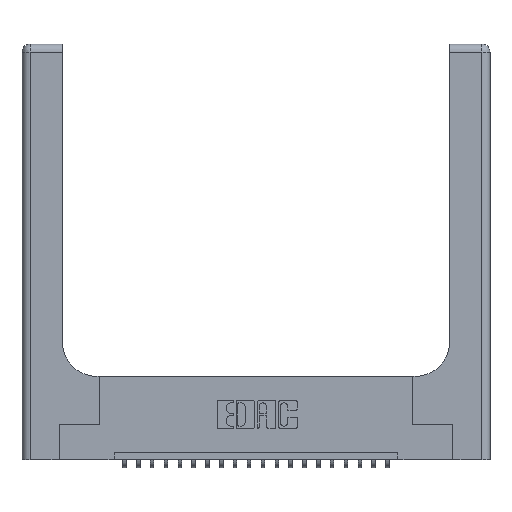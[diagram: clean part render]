
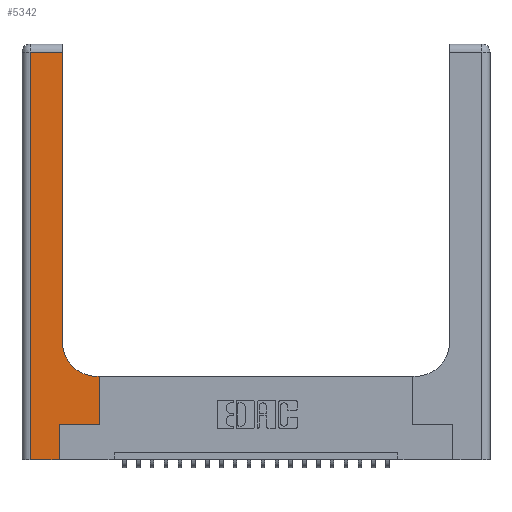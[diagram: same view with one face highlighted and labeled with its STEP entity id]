
A CAD part, top view. The second image highlights one B-rep face of the part: STEP entity #5342.
In plain terms, the highlighted planar face has unit normal (0, 0, 1).
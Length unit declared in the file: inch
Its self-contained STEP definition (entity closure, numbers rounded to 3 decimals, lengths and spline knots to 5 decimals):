
#144 = LINE ( 'NONE', #16882, #17573 ) ;
#277 = VERTEX_POINT ( 'NONE', #22863 ) ;
#387 = VERTEX_POINT ( 'NONE', #9827 ) ;
#751 = DIRECTION ( 'NONE',  ( 0., -1., 0. ) ) ;
#946 = DIRECTION ( 'NONE',  ( 0., 1., 0. ) ) ;
#973 = LINE ( 'NONE', #7931, #2388 ) ;
#1698 = LINE ( 'NONE', #8756, #11731 ) ;
#1850 = AXIS2_PLACEMENT_3D ( 'NONE', #7718, #15016, #2365 ) ;
#2141 = CARTESIAN_POINT ( 'NONE',  ( 0.2915, 3., 0.37 ) ) ;
#2365 = DIRECTION ( 'NONE',  ( -1., 0., 0. ) ) ;
#2388 = VECTOR ( 'NONE', #13186, 39.37008 ) ;
#2594 = DIRECTION ( 'NONE',  ( 1., 0., 0. ) ) ;
#3175 = EDGE_CURVE ( 'NONE', #277, #16752, #21261, .T. ) ;
#3303 = ORIENTED_EDGE ( 'NONE', *, *, #23115, .T. ) ;
#3712 = LINE ( 'NONE', #9612, #4001 ) ;
#4001 = VECTOR ( 'NONE', #8264, 39.37008 ) ;
#4007 = VECTOR ( 'NONE', #16383, 39.37008 ) ;
#4016 = ORIENTED_EDGE ( 'NONE', *, *, #3175, .T. ) ;
#4276 = EDGE_CURVE ( 'NONE', #16752, #6307, #973, .T. ) ;
#4907 = CARTESIAN_POINT ( 'NONE',  ( 0.5415, 0.85, 0.37 ) ) ;
#4993 = EDGE_LOOP ( 'NONE', ( #21323, #5482, #23275, #6758, #4016, #14716, #18429, #3303, #15833 ) ) ;
#5273 = CARTESIAN_POINT ( 'NONE',  ( 0.2915, 2.94, 0.37 ) ) ;
#5342 = ADVANCED_FACE ( 'NONE', ( #18335 ), #11314, .F. ) ;
#5482 = ORIENTED_EDGE ( 'NONE', *, *, #6736, .T. ) ;
#5488 = EDGE_CURVE ( 'NONE', #6307, #16329, #3712, .T. ) ;
#6307 = VERTEX_POINT ( 'NONE', #12059 ) ;
#6736 = EDGE_CURVE ( 'NONE', #22713, #387, #1698, .T. ) ;
#6753 = DIRECTION ( 'NONE',  ( 0., 0., -1. ) ) ;
#6758 = ORIENTED_EDGE ( 'NONE', *, *, #18204, .T. ) ;
#6834 = VERTEX_POINT ( 'NONE', #13774 ) ;
#7713 = CARTESIAN_POINT ( 'NONE',  ( 0.5585, 0.6, 0.37 ) ) ;
#7718 = CARTESIAN_POINT ( 'NONE',  ( 0., 3., 0.37 ) ) ;
#7931 = CARTESIAN_POINT ( 'NONE',  ( 0.269, 0.25, 0.37 ) ) ;
#8264 = DIRECTION ( 'NONE',  ( 0., 1., 0. ) ) ;
#8756 = CARTESIAN_POINT ( 'NONE',  ( 0., 2.94, 0.37 ) ) ;
#9612 = CARTESIAN_POINT ( 'NONE',  ( 0.5585, 0.25, 0.37 ) ) ;
#9827 = CARTESIAN_POINT ( 'NONE',  ( 0.06, 2.94, 0.37 ) ) ;
#11314 = PLANE ( 'NONE',  #1850 ) ;
#11731 = VECTOR ( 'NONE', #19649, 39.37008 ) ;
#11832 = EDGE_CURVE ( 'NONE', #20155, #22713, #12373, .T. ) ;
#11911 = LINE ( 'NONE', #20498, #19868 ) ;
#12059 = CARTESIAN_POINT ( 'NONE',  ( 0.5585, 0.25, 0.37 ) ) ;
#12373 = LINE ( 'NONE', #2141, #4007 ) ;
#13186 = DIRECTION ( 'NONE',  ( 1., 0., 0. ) ) ;
#13774 = CARTESIAN_POINT ( 'NONE',  ( 0.06, 0., 0.37 ) ) ;
#14340 = VECTOR ( 'NONE', #2594, 39.37008 ) ;
#14714 = VECTOR ( 'NONE', #946, 39.37008 ) ;
#14716 = ORIENTED_EDGE ( 'NONE', *, *, #4276, .T. ) ;
#15016 = DIRECTION ( 'NONE',  ( 0., 0., -1. ) ) ;
#15282 = CARTESIAN_POINT ( 'NONE',  ( 0.2915, 0.85, 0.37 ) ) ;
#15547 = DIRECTION ( 'NONE',  ( 1., 0., 0. ) ) ;
#15833 = ORIENTED_EDGE ( 'NONE', *, *, #21477, .T. ) ;
#16329 = VERTEX_POINT ( 'NONE', #7713 ) ;
#16383 = DIRECTION ( 'NONE',  ( 0., 1., 0. ) ) ;
#16752 = VERTEX_POINT ( 'NONE', #21484 ) ;
#16882 = CARTESIAN_POINT ( 'NONE',  ( 0.2915, 0.6, 0.37 ) ) ;
#16910 = AXIS2_PLACEMENT_3D ( 'NONE', #4907, #6753, #15547 ) ;
#17045 = DIRECTION ( 'NONE',  ( -1., 0., 0. ) ) ;
#17573 = VECTOR ( 'NONE', #17045, 39.37008 ) ;
#18204 = EDGE_CURVE ( 'NONE', #6834, #277, #19176, .T. ) ;
#18335 = FACE_OUTER_BOUND ( 'NONE', #4993, .T. ) ;
#18429 = ORIENTED_EDGE ( 'NONE', *, *, #5488, .T. ) ;
#18861 = CARTESIAN_POINT ( 'NONE',  ( 0.269, 0., 0.37 ) ) ;
#19176 = LINE ( 'NONE', #20592, #14340 ) ;
#19649 = DIRECTION ( 'NONE',  ( -1., 0., 0. ) ) ;
#19722 = VERTEX_POINT ( 'NONE', #20732 ) ;
#19868 = VECTOR ( 'NONE', #751, 39.37008 ) ;
#20155 = VERTEX_POINT ( 'NONE', #15282 ) ;
#20498 = CARTESIAN_POINT ( 'NONE',  ( 0.06, 3., 0.37 ) ) ;
#20592 = CARTESIAN_POINT ( 'NONE',  ( 0., 0., 0.37 ) ) ;
#20732 = CARTESIAN_POINT ( 'NONE',  ( 0.5415, 0.6, 0.37 ) ) ;
#21261 = LINE ( 'NONE', #18861, #14714 ) ;
#21323 = ORIENTED_EDGE ( 'NONE', *, *, #11832, .T. ) ;
#21477 = EDGE_CURVE ( 'NONE', #19722, #20155, #22688, .T. ) ;
#21484 = CARTESIAN_POINT ( 'NONE',  ( 0.269, 0.25, 0.37 ) ) ;
#22402 = EDGE_CURVE ( 'NONE', #387, #6834, #11911, .T. ) ;
#22688 = CIRCLE ( 'NONE', #16910, 0.25 ) ;
#22713 = VERTEX_POINT ( 'NONE', #5273 ) ;
#22863 = CARTESIAN_POINT ( 'NONE',  ( 0.269, 0., 0.37 ) ) ;
#23115 = EDGE_CURVE ( 'NONE', #16329, #19722, #144, .T. ) ;
#23275 = ORIENTED_EDGE ( 'NONE', *, *, #22402, .T. ) ;
